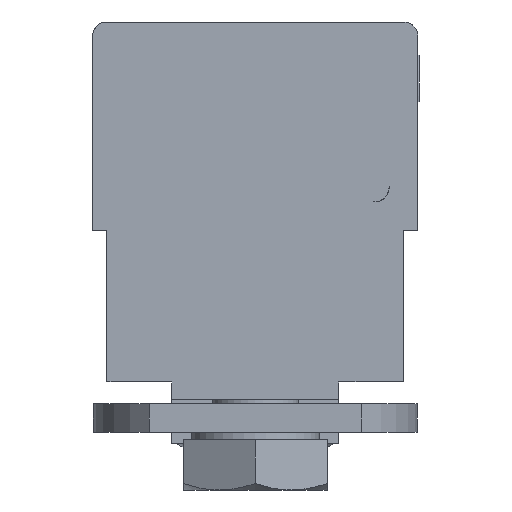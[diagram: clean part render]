
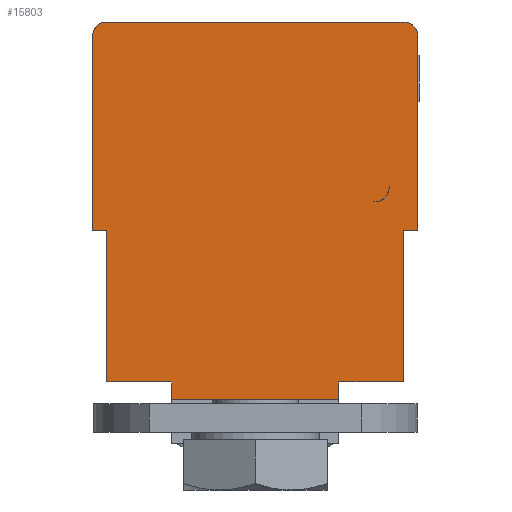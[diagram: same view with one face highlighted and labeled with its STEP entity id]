
A CAD part, front view. The second image highlights one B-rep face of the part: STEP entity #15803.
In plain terms, the highlighted planar face has unit normal (0, -1, 0).
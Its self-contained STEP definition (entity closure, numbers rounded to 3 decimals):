
#402=FACE_BOUND('',#2781,.T.);
#464=CIRCLE('',#16019,1.);
#575=CIRCLE('',#16528,1.);
#589=CIRCLE('',#16692,1.1);
#592=CIRCLE('',#16703,1.);
#1884=FACE_OUTER_BOUND('',#2780,.T.);
#2780=EDGE_LOOP('',(#14300,#14301,#14302,#14303,#14304,#14305,#14306,#14307,
#14308,#14309,#14310,#14311,#14312,#14313));
#2781=EDGE_LOOP('',(#14314,#14315,#14316,#14317));
#3034=LINE('',#25087,#4661);
#3158=LINE('',#25562,#4785);
#3199=LINE('',#25648,#4826);
#3297=LINE('',#26299,#4924);
#3702=LINE('',#27964,#5329);
#3979=LINE('',#28798,#5606);
#4368=LINE('',#41526,#5995);
#4373=LINE('',#41535,#6000);
#4375=LINE('',#41538,#6002);
#4377=LINE('',#41542,#6004);
#4416=LINE('',#41649,#6043);
#4418=LINE('',#41653,#6045);
#4419=LINE('',#41654,#6046);
#4420=LINE('',#41655,#6047);
#4661=VECTOR('',#17109,10.);
#4785=VECTOR('',#17453,10.);
#4826=VECTOR('',#17532,10.);
#4924=VECTOR('',#18034,10.);
#5329=VECTOR('',#18741,10.);
#5606=VECTOR('',#19312,10.);
#5995=VECTOR('',#20001,10.);
#6000=VECTOR('',#20008,10.);
#6002=VECTOR('',#20012,10.);
#6004=VECTOR('',#20016,10.);
#6043=VECTOR('',#20115,10.);
#6045=VECTOR('',#20119,10.);
#6046=VECTOR('',#20120,10.);
#6047=VECTOR('',#20121,10.);
#6401=VERTEX_POINT('',#25074);
#6406=VERTEX_POINT('',#25085);
#6537=VERTEX_POINT('',#25559);
#6538=VERTEX_POINT('',#25561);
#6539=VERTEX_POINT('',#25565);
#6561=VERTEX_POINT('',#25641);
#6564=VERTEX_POINT('',#25646);
#6665=VERTEX_POINT('',#26297);
#7011=VERTEX_POINT('',#27962);
#7203=VERTEX_POINT('',#28763);
#7209=VERTEX_POINT('',#28797);
#7535=VERTEX_POINT('',#41523);
#7536=VERTEX_POINT('',#41525);
#7539=VERTEX_POINT('',#41533);
#7540=VERTEX_POINT('',#41540);
#7553=VERTEX_POINT('',#41603);
#7560=VERTEX_POINT('',#41648);
#7561=VERTEX_POINT('',#41652);
#7956=EDGE_CURVE('',#6406,#6401,#3034,.T.);
#8149=EDGE_CURVE('',#6538,#6537,#3158,.T.);
#8152=EDGE_CURVE('',#6537,#6539,#464,.T.);
#8193=EDGE_CURVE('',#6561,#6564,#3199,.T.);
#8400=EDGE_CURVE('',#6539,#6665,#3297,.T.);
#8916=EDGE_CURVE('',#6564,#7011,#3702,.T.);
#9226=EDGE_CURVE('',#7011,#7203,#575,.T.);
#9238=EDGE_CURVE('',#7209,#6561,#3979,.T.);
#9784=EDGE_CURVE('',#7536,#7535,#4368,.T.);
#9789=EDGE_CURVE('',#7535,#7539,#4373,.T.);
#9791=EDGE_CURVE('',#7539,#7209,#4375,.T.);
#9793=EDGE_CURVE('',#7203,#7540,#4377,.T.);
#9802=EDGE_CURVE('',#6538,#6665,#589,.T.);
#9818=EDGE_CURVE('',#7553,#7540,#592,.T.);
#9839=EDGE_CURVE('',#7536,#7560,#4416,.T.);
#9841=EDGE_CURVE('',#7561,#7553,#4418,.T.);
#9842=EDGE_CURVE('',#6401,#7561,#4419,.T.);
#9843=EDGE_CURVE('',#7560,#6406,#4420,.T.);
#14300=ORIENTED_EDGE('',*,*,#9793,.T.);
#14301=ORIENTED_EDGE('',*,*,#9818,.F.);
#14302=ORIENTED_EDGE('',*,*,#9841,.F.);
#14303=ORIENTED_EDGE('',*,*,#9842,.F.);
#14304=ORIENTED_EDGE('',*,*,#7956,.F.);
#14305=ORIENTED_EDGE('',*,*,#9843,.F.);
#14306=ORIENTED_EDGE('',*,*,#9839,.F.);
#14307=ORIENTED_EDGE('',*,*,#9784,.T.);
#14308=ORIENTED_EDGE('',*,*,#9789,.T.);
#14309=ORIENTED_EDGE('',*,*,#9791,.T.);
#14310=ORIENTED_EDGE('',*,*,#9238,.T.);
#14311=ORIENTED_EDGE('',*,*,#8193,.T.);
#14312=ORIENTED_EDGE('',*,*,#8916,.T.);
#14313=ORIENTED_EDGE('',*,*,#9226,.T.);
#14314=ORIENTED_EDGE('',*,*,#8149,.T.);
#14315=ORIENTED_EDGE('',*,*,#8152,.T.);
#14316=ORIENTED_EDGE('',*,*,#8400,.T.);
#14317=ORIENTED_EDGE('',*,*,#9802,.F.);
#14963=PLANE('',#16720);
#15803=ADVANCED_FACE('',(#1884,#402),#14963,.F.);
#16019=AXIS2_PLACEMENT_3D('',#25567,#17458,#17459);
#16528=AXIS2_PLACEMENT_3D('',#28765,#19287,#19288);
#16692=AXIS2_PLACEMENT_3D('',#41558,#20028,#20029);
#16703=AXIS2_PLACEMENT_3D('',#41605,#20061,#20062);
#16720=AXIS2_PLACEMENT_3D('',#41651,#20117,#20118);
#17109=DIRECTION('',(0.,0.,1.));
#17453=DIRECTION('',(0.,0.,-1.));
#17458=DIRECTION('center_axis',(0.,1.,0.));
#17459=DIRECTION('ref_axis',(-1.,0.,0.));
#17532=DIRECTION('',(1.,0.,0.));
#18034=DIRECTION('',(-1.,0.,0.));
#18741=DIRECTION('',(0.,0.,1.));
#19287=DIRECTION('center_axis',(0.,-1.,0.));
#19288=DIRECTION('ref_axis',(1.,0.,0.));
#19312=DIRECTION('',(0.,0.,1.));
#20001=DIRECTION('',(1.,0.,0.));
#20008=DIRECTION('',(0.,0.,1.));
#20012=DIRECTION('',(1.,0.,0.));
#20016=DIRECTION('',(-1.,0.,0.));
#20028=DIRECTION('center_axis',(0.,1.,0.));
#20029=DIRECTION('ref_axis',(0.707,0.,-0.707));
#20061=DIRECTION('center_axis',(0.,1.,0.));
#20062=DIRECTION('ref_axis',(-1.,0.,0.));
#20115=DIRECTION('',(0.,0.,1.));
#20117=DIRECTION('center_axis',(0.,1.,0.));
#20118=DIRECTION('ref_axis',(0.,0.,1.));
#20119=DIRECTION('',(0.,0.,1.));
#20120=DIRECTION('',(-1.,0.,0.));
#20121=DIRECTION('',(-1.,0.,0.));
#25074=CARTESIAN_POINT('',(-10.3,-15.,-8.));
#25085=CARTESIAN_POINT('',(-10.3,-15.,-18.5));
#25087=CARTESIAN_POINT('',(-10.3,-15.,-18.5));
#25559=CARTESIAN_POINT('',(9.3,-15.,-5.));
#25561=CARTESIAN_POINT('',(9.3,-15.,-4.9));
#25562=CARTESIAN_POINT('',(9.3,-15.,-4.417));
#25565=CARTESIAN_POINT('',(8.3,-15.,-6.));
#25567=CARTESIAN_POINT('Origin',(8.3,-15.,-5.));
#25641=CARTESIAN_POINT('',(10.3,-15.,-8.));
#25646=CARTESIAN_POINT('',(11.3,-15.,-8.));
#25648=CARTESIAN_POINT('',(10.3,-15.,-8.));
#26297=CARTESIAN_POINT('',(8.2,-15.,-6.));
#26299=CARTESIAN_POINT('',(-2.637,-15.,-6.));
#27962=CARTESIAN_POINT('',(11.3,-15.,5.5));
#27964=CARTESIAN_POINT('',(11.3,-15.,-8.));
#28763=CARTESIAN_POINT('',(10.3,-15.,6.5));
#28765=CARTESIAN_POINT('Origin',(10.3,-15.,5.5));
#28797=CARTESIAN_POINT('',(10.3,-15.,-18.5));
#28798=CARTESIAN_POINT('',(10.3,-15.,-18.5));
#41523=CARTESIAN_POINT('',(5.8,-15.,-19.7));
#41525=CARTESIAN_POINT('',(-5.8,-15.,-19.7));
#41526=CARTESIAN_POINT('',(-1.298,-15.,-19.7));
#41533=CARTESIAN_POINT('',(5.8,-15.,-18.5));
#41535=CARTESIAN_POINT('',(5.8,-15.,-11.467));
#41538=CARTESIAN_POINT('',(6.,-15.,-18.5));
#41540=CARTESIAN_POINT('',(-10.3,-15.,6.5));
#41542=CARTESIAN_POINT('',(10.3,-15.,6.5));
#41558=CARTESIAN_POINT('Origin',(8.2,-15.,-4.9));
#41603=CARTESIAN_POINT('',(-11.3,-15.,5.5));
#41605=CARTESIAN_POINT('Origin',(-10.3,-15.,5.5));
#41648=CARTESIAN_POINT('',(-5.8,-15.,-18.5));
#41649=CARTESIAN_POINT('',(-5.8,-15.,-9.117));
#41651=CARTESIAN_POINT('Origin',(-2.925,-15.,-3.835));
#41652=CARTESIAN_POINT('',(-11.3,-15.,-8.));
#41653=CARTESIAN_POINT('',(-11.3,-15.,-8.));
#41654=CARTESIAN_POINT('',(-10.3,-15.,-8.));
#41655=CARTESIAN_POINT('',(-6.,-15.,-18.5));
